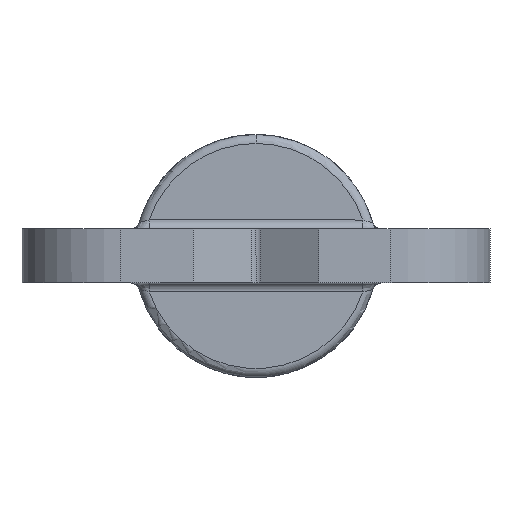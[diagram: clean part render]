
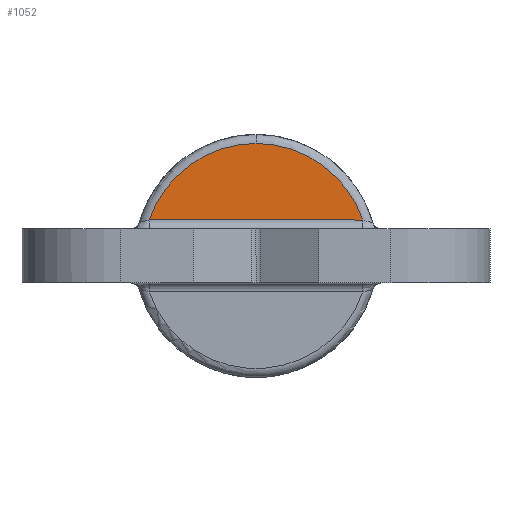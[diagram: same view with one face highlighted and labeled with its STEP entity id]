
A CAD part, left-side view. The second image highlights one B-rep face of the part: STEP entity #1052.
In plain terms, the highlighted planar face has unit normal (-1, 0, 0).
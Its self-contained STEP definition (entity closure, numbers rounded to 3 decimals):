
#115=PLANE('',#1133);
#198=CIRCLE('',#1134,12.5);
#281=VERTEX_POINT('',#1930);
#288=VERTEX_POINT('',#2425);
#289=VERTEX_POINT('',#2426);
#356=VECTOR('',#2977,1.);
#432=LINE('',#2427,#356);
#557=EDGE_CURVE('',#288,#289,#198,.T.);
#558=EDGE_CURVE('',#289,#281,#198,.T.);
#559=EDGE_CURVE('',#281,#288,#432,.T.);
#739=ORIENTED_EDGE('',*,*,#557,.T.);
#740=ORIENTED_EDGE('',*,*,#558,.T.);
#741=ORIENTED_EDGE('',*,*,#559,.T.);
#938=EDGE_LOOP('',(#739,#740,#741));
#996=FACE_BOUND('',#938,.T.);
#1052=ADVANCED_FACE('',(#996),#115,.T.);
#1133=AXIS2_PLACEMENT_3D('',#2423,#2974,$);
#1134=AXIS2_PLACEMENT_3D('',#2424,#2975,#2976);
#1930=CARTESIAN_POINT('',(29.,11.843,4.));
#2423=CARTESIAN_POINT('',(29.,0.,13.5));
#2424=CARTESIAN_POINT('',(29.,0.,0.));
#2425=CARTESIAN_POINT('',(29.,-11.843,4.));
#2426=CARTESIAN_POINT('',(29.,0.,12.5));
#2427=CARTESIAN_POINT('',(29.,11.843,4.));
#2974=DIRECTION('',(-1.,0.,0.));
#2975=DIRECTION('',(-1.,0.,0.));
#2976=DIRECTION('',(0.,0.,12.5));
#2977=DIRECTION('',(0.,-1.,0.));
